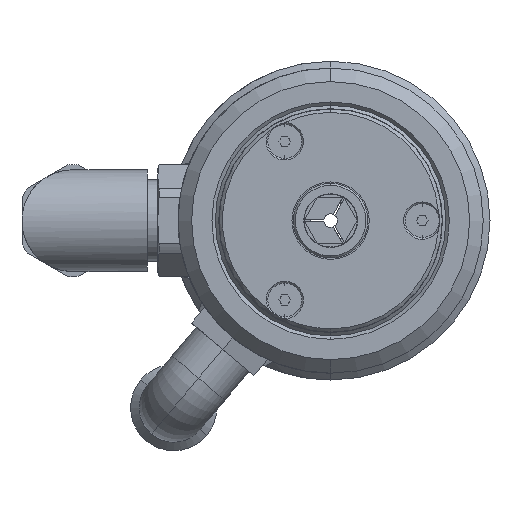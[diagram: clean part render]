
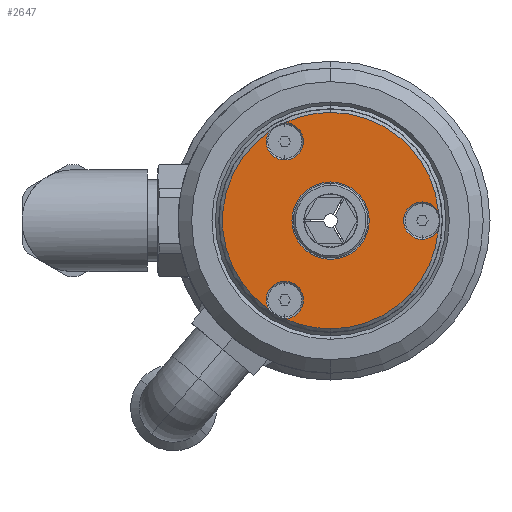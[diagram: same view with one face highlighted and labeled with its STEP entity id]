
A CAD part, left-side view. The second image highlights one B-rep face of the part: STEP entity #2647.
In plain terms, the highlighted planar face has unit normal (-1, 0, 0).
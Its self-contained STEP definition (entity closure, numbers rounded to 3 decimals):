
#1978 = VERTEX_POINT ( 'NONE', #6703 ) ;
#2109 = VERTEX_POINT ( 'NONE', #6947 ) ;
#2147 = EDGE_CURVE ( 'NONE', #2151, #2193, #7050, .T. ) ;
#2151 = VERTEX_POINT ( 'NONE', #7009 ) ;
#2162 = EDGE_CURVE ( 'NONE', #2292, #2200, #6891, .T. ) ;
#2167 = VERTEX_POINT ( 'NONE', #6887 ) ;
#2178 = EDGE_CURVE ( 'NONE', #2167, #2109, #7121, .T. ) ;
#2193 = VERTEX_POINT ( 'NONE', #7172 ) ;
#2198 = EDGE_CURVE ( 'NONE', #2224, #1978, #7155, .T. ) ;
#2200 = VERTEX_POINT ( 'NONE', #7169 ) ;
#2224 = VERTEX_POINT ( 'NONE', #7273 ) ;
#2292 = VERTEX_POINT ( 'NONE', #6969 ) ;
#2501 = ORIENTED_EDGE ( 'NONE', *, *, #2656, .T. ) ;
#2502 = ORIENTED_EDGE ( 'NONE', *, *, #2694, .F. ) ;
#2503 = EDGE_CURVE ( 'NONE', #1978, #2167, #7644, .T. ) ;
#2504 = ORIENTED_EDGE ( 'NONE', *, *, #2506, .F. ) ;
#2505 = ORIENTED_EDGE ( 'NONE', *, *, #2178, .F. ) ;
#2506 = EDGE_CURVE ( 'NONE', #2292, #2690, #7639, .T. ) ;
#2507 = ORIENTED_EDGE ( 'NONE', *, *, #2520, .F. ) ;
#2510 = ORIENTED_EDGE ( 'NONE', *, *, #2547, .F. ) ;
#2512 = ORIENTED_EDGE ( 'NONE', *, *, #2560, .F. ) ;
#2520 = EDGE_CURVE ( 'NONE', #2678, #2702, #7628, .T. ) ;
#2547 = EDGE_CURVE ( 'NONE', #2581, #2715, #7778, .T. ) ;
#2553 = EDGE_CURVE ( 'NONE', #2715, #2713, #8003, .T. ) ;
#2560 = EDGE_CURVE ( 'NONE', #2702, #2678, #7914, .T. ) ;
#2581 = VERTEX_POINT ( 'NONE', #7992 ) ;
#2582 = VERTEX_POINT ( 'NONE', #7826 ) ;
#2635 = ORIENTED_EDGE ( 'NONE', *, *, #2198, .F. ) ;
#2636 = EDGE_CURVE ( 'NONE', #2224, #2151, #8008, .T. ) ;
#2637 = ORIENTED_EDGE ( 'NONE', *, *, #2503, .F. ) ;
#2638 = ORIENTED_EDGE ( 'NONE', *, *, #2553, .F. ) ;
#2639 = ORIENTED_EDGE ( 'NONE', *, *, #2636, .T. ) ;
#2640 = EDGE_LOOP ( 'NONE', ( #2507, #2512 ) ) ;
#2641 = ORIENTED_EDGE ( 'NONE', *, *, #2649, .F. ) ;
#2642 = ORIENTED_EDGE ( 'NONE', *, *, #2685, .T. ) ;
#2645 = ORIENTED_EDGE ( 'NONE', *, *, #2646, .F. ) ;
#2646 = EDGE_CURVE ( 'NONE', #2698, #2582, #8017, .T. ) ;
#2647 = ADVANCED_FACE ( 'NONE', ( #7947, #8025 ), #7959, .F. ) ;
#2649 = EDGE_CURVE ( 'NONE', #2713, #2193, #7952, .T. ) ;
#2656 = EDGE_CURVE ( 'NONE', #2200, #2109, #7871, .T. ) ;
#2657 = ORIENTED_EDGE ( 'NONE', *, *, #2147, .T. ) ;
#2660 = EDGE_LOOP ( 'NONE', ( #2642, #2645, #2502, #2504, #2662, #2501, #2505, #2637, #2635, #2639, #2657, #2641, #2638, #2510 ) ) ;
#2662 = ORIENTED_EDGE ( 'NONE', *, *, #2162, .T. ) ;
#2678 = VERTEX_POINT ( 'NONE', #7859 ) ;
#2685 = EDGE_CURVE ( 'NONE', #2581, #2582, #8092, .T. ) ;
#2690 = VERTEX_POINT ( 'NONE', #8074 ) ;
#2694 = EDGE_CURVE ( 'NONE', #2690, #2698, #8075, .T. ) ;
#2698 = VERTEX_POINT ( 'NONE', #8068 ) ;
#2702 = VERTEX_POINT ( 'NONE', #8275 ) ;
#2713 = VERTEX_POINT ( 'NONE', #8285 ) ;
#2715 = VERTEX_POINT ( 'NONE', #8284 ) ;
#6703 = CARTESIAN_POINT ( 'NONE',  ( 9.8, -13.5, 2.75 ) ) ;
#6880 = DIRECTION ( 'NONE',  ( 0., 0., -1. ) ) ;
#6881 = DIRECTION ( 'NONE',  ( -1., 0., 0. ) ) ;
#6882 = CARTESIAN_POINT ( 'NONE',  ( 9.8, 0., 0. ) ) ;
#6883 = AXIS2_PLACEMENT_3D ( 'NONE', #6882, #6881, #6880 ) ;
#6887 = CARTESIAN_POINT ( 'NONE',  ( 9.8, -13.5, -2.75 ) ) ;
#6891 = CIRCLE ( 'NONE', #6883, 15.95 ) ;
#6947 = CARTESIAN_POINT ( 'NONE',  ( 9.8, -15.892, -1.356 ) ) ;
#6965 = DIRECTION ( 'NONE',  ( 0., 0., -1. ) ) ;
#6966 = DIRECTION ( 'NONE',  ( -1., 0., 0. ) ) ;
#6967 = AXIS2_PLACEMENT_3D ( 'NONE', #7052, #6966, #6965 ) ;
#6969 = CARTESIAN_POINT ( 'NONE',  ( 9.8, 6.771, -14.441 ) ) ;
#7009 = CARTESIAN_POINT ( 'NONE',  ( 9.8, 0., 15.95 ) ) ;
#7050 = CIRCLE ( 'NONE', #6967, 15.95 ) ;
#7052 = CARTESIAN_POINT ( 'NONE',  ( 9.8, 0., 0. ) ) ;
#7104 = DIRECTION ( 'NONE',  ( -1., 0., 0. ) ) ;
#7114 = DIRECTION ( 'NONE',  ( 0., 0., 1. ) ) ;
#7115 = AXIS2_PLACEMENT_3D ( 'NONE', #7127, #7104, #7114 ) ;
#7121 = CIRCLE ( 'NONE', #7115, 2.75 ) ;
#7127 = CARTESIAN_POINT ( 'NONE',  ( 9.8, -13.5, 0. ) ) ;
#7155 = CIRCLE ( 'NONE', #7352, 2.75 ) ;
#7169 = CARTESIAN_POINT ( 'NONE',  ( 9.8, 0., -15.95 ) ) ;
#7172 = CARTESIAN_POINT ( 'NONE',  ( 9.8, 6.771, 14.441 ) ) ;
#7183 = CARTESIAN_POINT ( 'NONE',  ( 9.8, -13.5, 0. ) ) ;
#7273 = CARTESIAN_POINT ( 'NONE',  ( 9.8, -15.892, 1.356 ) ) ;
#7350 = DIRECTION ( 'NONE',  ( 0., 0., 1. ) ) ;
#7351 = DIRECTION ( 'NONE',  ( -1., 0., 0. ) ) ;
#7352 = AXIS2_PLACEMENT_3D ( 'NONE', #7183, #7351, #7350 ) ;
#7624 = DIRECTION ( 'NONE',  ( 0., 0., 1. ) ) ;
#7625 = DIRECTION ( 'NONE',  ( -1., 0., 0. ) ) ;
#7626 = CARTESIAN_POINT ( 'NONE',  ( 9.8, 0., 0. ) ) ;
#7627 = AXIS2_PLACEMENT_3D ( 'NONE', #7626, #7625, #7624 ) ;
#7628 = CIRCLE ( 'NONE', #7627, 5.7 ) ;
#7629 = AXIS2_PLACEMENT_3D ( 'NONE', #7760, #7770, #7752 ) ;
#7635 = DIRECTION ( 'NONE',  ( 0., 0., 1. ) ) ;
#7636 = DIRECTION ( 'NONE',  ( -1., 0., 0. ) ) ;
#7637 = CARTESIAN_POINT ( 'NONE',  ( 9.8, 6.75, -11.691 ) ) ;
#7638 = AXIS2_PLACEMENT_3D ( 'NONE', #7637, #7636, #7635 ) ;
#7639 = CIRCLE ( 'NONE', #7638, 2.75 ) ;
#7641 = DIRECTION ( 'NONE',  ( 0., 0., 1. ) ) ;
#7642 = DIRECTION ( 'NONE',  ( -1., 0., 0. ) ) ;
#7643 = AXIS2_PLACEMENT_3D ( 'NONE', #7670, #7642, #7641 ) ;
#7644 = CIRCLE ( 'NONE', #7643, 2.75 ) ;
#7670 = CARTESIAN_POINT ( 'NONE',  ( 9.8, -13.5, 0. ) ) ;
#7752 = DIRECTION ( 'NONE',  ( 0., 0., 1. ) ) ;
#7760 = CARTESIAN_POINT ( 'NONE',  ( 9.8, 6.75, 11.691 ) ) ;
#7770 = DIRECTION ( 'NONE',  ( -1., 0., 0. ) ) ;
#7778 = CIRCLE ( 'NONE', #7629, 2.75 ) ;
#7826 = CARTESIAN_POINT ( 'NONE',  ( 9.8, 9.121, -13.085 ) ) ;
#7859 = CARTESIAN_POINT ( 'NONE',  ( 9.8, 0., 5.7 ) ) ;
#7862 = DIRECTION ( 'NONE',  ( 0., 0., -1. ) ) ;
#7863 = DIRECTION ( 'NONE',  ( -1., 0., 0. ) ) ;
#7864 = AXIS2_PLACEMENT_3D ( 'NONE', #7953, #7863, #7862 ) ;
#7871 = CIRCLE ( 'NONE', #7864, 15.95 ) ;
#7874 = DIRECTION ( 'NONE',  ( 0., 0., 1. ) ) ;
#7875 = AXIS2_PLACEMENT_3D ( 'NONE', #7880, #7885, #7874 ) ;
#7880 = CARTESIAN_POINT ( 'NONE',  ( 9.8, 6.75, 11.691 ) ) ;
#7884 = DIRECTION ( 'NONE',  ( 0., 0., -1. ) ) ;
#7885 = DIRECTION ( 'NONE',  ( -1., 0., 0. ) ) ;
#7886 = AXIS2_PLACEMENT_3D ( 'NONE', #8019, #8018, #7884 ) ;
#7891 = DIRECTION ( 'NONE',  ( 0., 0., 1. ) ) ;
#7892 = DIRECTION ( 'NONE',  ( -1., 0., 0. ) ) ;
#7893 = AXIS2_PLACEMENT_3D ( 'NONE', #7897, #7892, #7891 ) ;
#7897 = CARTESIAN_POINT ( 'NONE',  ( 9.8, 0., 0. ) ) ;
#7907 = DIRECTION ( 'NONE',  ( 0., 0., 1. ) ) ;
#7908 = DIRECTION ( 'NONE',  ( -1., 0., 0. ) ) ;
#7909 = CARTESIAN_POINT ( 'NONE',  ( 9.8, 6.75, 11.691 ) ) ;
#7910 = AXIS2_PLACEMENT_3D ( 'NONE', #7909, #7908, #7907 ) ;
#7914 = CIRCLE ( 'NONE', #7893, 5.7 ) ;
#7947 = FACE_OUTER_BOUND ( 'NONE', #2660, .T. ) ;
#7948 = DIRECTION ( 'NONE',  ( 0., 0., 1. ) ) ;
#7949 = DIRECTION ( 'NONE',  ( -1., 0., 0. ) ) ;
#7950 = AXIS2_PLACEMENT_3D ( 'NONE', #7958, #7949, #7948 ) ;
#7952 = CIRCLE ( 'NONE', #7875, 2.75 ) ;
#7953 = CARTESIAN_POINT ( 'NONE',  ( 9.8, 0., 0. ) ) ;
#7958 = CARTESIAN_POINT ( 'NONE',  ( 9.8, 6.75, -11.691 ) ) ;
#7959 = PLANE ( 'NONE',  #7886 ) ;
#7992 = CARTESIAN_POINT ( 'NONE',  ( 9.8, 9.121, 13.085 ) ) ;
#8003 = CIRCLE ( 'NONE', #7910, 2.75 ) ;
#8005 = DIRECTION ( 'NONE',  ( 0., 0., -1. ) ) ;
#8006 = DIRECTION ( 'NONE',  ( -1., 0., 0. ) ) ;
#8007 = AXIS2_PLACEMENT_3D ( 'NONE', #8016, #8006, #8005 ) ;
#8008 = CIRCLE ( 'NONE', #8007, 15.95 ) ;
#8016 = CARTESIAN_POINT ( 'NONE',  ( 9.8, 0., 0. ) ) ;
#8017 = CIRCLE ( 'NONE', #7950, 2.75 ) ;
#8018 = DIRECTION ( 'NONE',  ( 1., 0., 0. ) ) ;
#8019 = CARTESIAN_POINT ( 'NONE',  ( 9.8, 16.45, 0. ) ) ;
#8025 = FACE_BOUND ( 'NONE', #2640, .T. ) ;
#8068 = CARTESIAN_POINT ( 'NONE',  ( 9.8, 6.75, -8.941 ) ) ;
#8072 = DIRECTION ( 'NONE',  ( 0., 0., -1. ) ) ;
#8073 = DIRECTION ( 'NONE',  ( -1., 0., 0. ) ) ;
#8074 = CARTESIAN_POINT ( 'NONE',  ( 9.8, 6.75, -14.441 ) ) ;
#8075 = CIRCLE ( 'NONE', #8197, 2.75 ) ;
#8092 = CIRCLE ( 'NONE', #8247, 15.95 ) ;
#8126 = CARTESIAN_POINT ( 'NONE',  ( 9.8, 0., 0. ) ) ;
#8195 = DIRECTION ( 'NONE',  ( 0., 0., 1. ) ) ;
#8196 = DIRECTION ( 'NONE',  ( -1., 0., 0. ) ) ;
#8197 = AXIS2_PLACEMENT_3D ( 'NONE', #8248, #8196, #8195 ) ;
#8247 = AXIS2_PLACEMENT_3D ( 'NONE', #8126, #8073, #8072 ) ;
#8248 = CARTESIAN_POINT ( 'NONE',  ( 9.8, 6.75, -11.691 ) ) ;
#8275 = CARTESIAN_POINT ( 'NONE',  ( 9.8, 0., -5.7 ) ) ;
#8284 = CARTESIAN_POINT ( 'NONE',  ( 9.8, 6.75, 8.941 ) ) ;
#8285 = CARTESIAN_POINT ( 'NONE',  ( 9.8, 6.75, 14.441 ) ) ;
